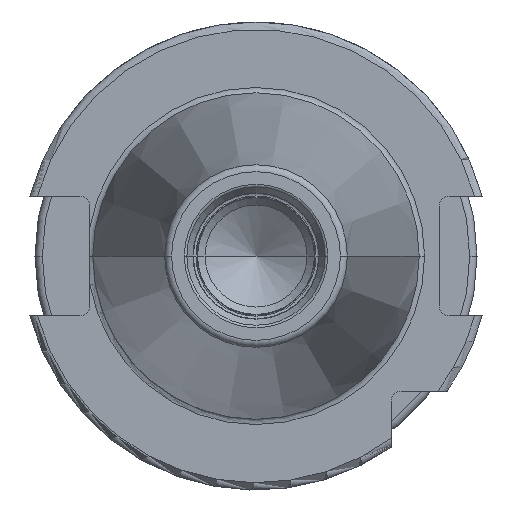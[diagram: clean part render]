
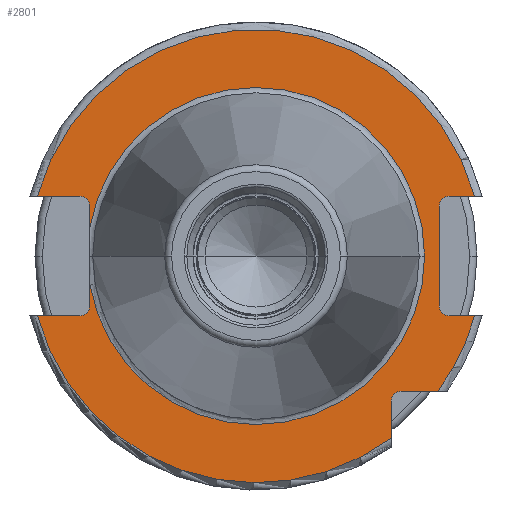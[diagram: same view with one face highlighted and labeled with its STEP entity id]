
A CAD part, left-side view. The second image highlights one B-rep face of the part: STEP entity #2801.
In plain terms, the highlighted planar face has unit normal (-1, 0, 0).
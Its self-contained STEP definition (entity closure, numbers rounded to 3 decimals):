
#105=CARTESIAN_POINT('',(3.2,22.55,-3.842));
#117=CARTESIAN_POINT('',(3.2,0.,0.));
#118=DIRECTION('',(-1.,0.,0.));
#119=DIRECTION('',(0.,0.986,-0.168));
#120=AXIS2_PLACEMENT_3D('',#117,#118,#119);
#142=CARTESIAN_POINT('',(3.2,23.9,-6.75));
#143=DIRECTION('',(1.,0.,0.));
#144=DIRECTION('',(0.,-1.,0.));
#145=AXIS2_PLACEMENT_3D('',#142,#143,#144);
#199=CARTESIAN_POINT('',(3.2,23.9,6.75));
#200=DIRECTION('',(1.,0.,0.));
#201=DIRECTION('',(0.,0.,1.));
#202=AXIS2_PLACEMENT_3D('',#199,#200,#201);
#244=CARTESIAN_POINT('',(3.2,-26.2,6.75));
#245=DIRECTION('',(1.,0.,0.));
#246=DIRECTION('',(0.,1.,0.));
#247=AXIS2_PLACEMENT_3D('',#244,#245,#246);
#610=CARTESIAN_POINT('',(3.2,-26.2,-6.75));
#611=DIRECTION('',(1.,0.,0.));
#612=DIRECTION('',(0.,0.,-1.));
#613=AXIS2_PLACEMENT_3D('',#610,#611,#612);
#677=DIRECTION('',(0.,0.,-1.));
#678=VECTOR('',#677,2.908);
#679=CARTESIAN_POINT('',(3.2,22.55,6.75));
#680=LINE('',#679,#678);
#681=DIRECTION('',(0.,-1.,0.));
#682=VECTOR('',#681,5.777);
#683=CARTESIAN_POINT('',(3.2,29.677,8.1));
#684=LINE('',#683,#682);
#685=CARTESIAN_POINT('',(3.2,0.,0.));
#686=DIRECTION('',(1.,0.,0.));
#687=DIRECTION('',(0.,0.965,0.263));
#688=AXIS2_PLACEMENT_3D('',#685,#686,#687);
#690=DIRECTION('',(0.,1.,0.));
#691=VECTOR('',#690,3.477);
#692=CARTESIAN_POINT('',(3.2,-29.677,8.1));
#693=LINE('',#692,#691);
#694=DIRECTION('',(0.,0.,1.));
#695=VECTOR('',#694,13.5);
#696=CARTESIAN_POINT('',(3.2,-24.85,-6.75));
#697=LINE('',#696,#695);
#698=DIRECTION('',(0.,1.,0.));
#699=VECTOR('',#698,3.477);
#700=CARTESIAN_POINT('',(3.2,-29.677,-8.1));
#701=LINE('',#700,#699);
#702=CARTESIAN_POINT('',(3.2,0.,0.));
#703=DIRECTION('',(-1.,0.,0.));
#704=DIRECTION('',(0.,-0.803,-0.597));
#705=AXIS2_PLACEMENT_3D('',#702,#703,#704);
#707=DIRECTION('',(0.,-1.,0.));
#708=VECTOR('',#707,4.99);
#709=CARTESIAN_POINT('',(3.2,-19.7,-18.35));
#710=LINE('',#709,#708);
#711=DIRECTION('',(0.,0.,1.));
#712=VECTOR('',#711,4.99);
#713=CARTESIAN_POINT('',(3.2,-18.35,-24.69));
#714=LINE('',#713,#712);
#715=CARTESIAN_POINT('',(3.2,0.,0.));
#716=DIRECTION('',(-1.,0.,0.));
#717=DIRECTION('',(0.,0.965,-0.263));
#718=AXIS2_PLACEMENT_3D('',#715,#716,#717);
#720=DIRECTION('',(0.,-1.,0.));
#721=VECTOR('',#720,5.777);
#722=CARTESIAN_POINT('',(3.2,29.677,-8.1));
#723=LINE('',#722,#721);
#724=DIRECTION('',(0.,0.,-1.));
#725=VECTOR('',#724,2.908);
#726=CARTESIAN_POINT('',(3.2,22.55,-3.842));
#727=LINE('',#726,#725);
#737=CARTESIAN_POINT('',(3.2,29.677,8.1));
#744=CARTESIAN_POINT('',(3.2,-29.677,8.1));
#1164=CARTESIAN_POINT('',(3.2,29.677,-8.1));
#1200=CARTESIAN_POINT('',(3.2,-29.677,-8.1));
#1227=CARTESIAN_POINT('',(3.2,-19.7,-19.7));
#1228=DIRECTION('',(1.,0.,0.));
#1229=DIRECTION('',(0.,1.,0.));
#1230=AXIS2_PLACEMENT_3D('',#1227,#1228,#1229);
#1298=CARTESIAN_POINT('',(3.2,22.55,3.842));
#1309=CARTESIAN_POINT('',(3.2,0.,0.));
#1310=DIRECTION('',(1.,0.,0.));
#1311=DIRECTION('',(0.,0.986,0.168));
#1312=AXIS2_PLACEMENT_3D('',#1309,#1310,#1311);
#1532=CARTESIAN_POINT('',(3.2,-22.875,0.));
#1534=VERTEX_POINT('',#1532);
#1674=VERTEX_POINT('',#1298);
#1676=VERTEX_POINT('',#105);
#1679=VERTEX_POINT('',#737);
#1680=VERTEX_POINT('',#744);
#1683=VERTEX_POINT('',#1164);
#1684=VERTEX_POINT('',#1200);
#1699=CARTESIAN_POINT('',(3.2,-18.35,-24.69));
#1700=VERTEX_POINT('',#1699);
#1702=CARTESIAN_POINT('',(3.2,23.9,-8.1));
#1704=VERTEX_POINT('',#1702);
#1706=CARTESIAN_POINT('',(3.2,23.9,8.1));
#1708=VERTEX_POINT('',#1706);
#1710=CARTESIAN_POINT('',(3.2,-24.85,-6.75));
#1712=VERTEX_POINT('',#1710);
#1714=CARTESIAN_POINT('',(3.2,-26.2,-8.1));
#1716=VERTEX_POINT('',#1714);
#1718=CARTESIAN_POINT('',(3.2,-26.2,8.1));
#1720=VERTEX_POINT('',#1718);
#1722=CARTESIAN_POINT('',(3.2,-24.85,6.75));
#1724=VERTEX_POINT('',#1722);
#1731=CARTESIAN_POINT('',(3.2,22.55,6.75));
#1732=VERTEX_POINT('',#1731);
#1733=CARTESIAN_POINT('',(3.2,22.55,-6.75));
#1734=VERTEX_POINT('',#1733);
#1735=CARTESIAN_POINT('',(3.2,-19.7,-18.35));
#1736=CARTESIAN_POINT('',(3.2,-24.69,-18.35));
#1737=VERTEX_POINT('',#1735);
#1738=VERTEX_POINT('',#1736);
#1739=CARTESIAN_POINT('',(3.2,-18.35,-19.7));
#1740=VERTEX_POINT('',#1739);
#2768=CARTESIAN_POINT('',(3.2,0.,0.));
#2769=DIRECTION('',(1.,0.,0.));
#2770=DIRECTION('',(0.,-1.,0.));
#2771=AXIS2_PLACEMENT_3D('',#2768,#2769,#2770);
#2772=PLANE('',#2771);
#2773=ORIENTED_EDGE('',*,*,#2016,.F.);
#2774=ORIENTED_EDGE('',*,*,#2102,.F.);
#2775=ORIENTED_EDGE('',*,*,#2137,.F.);
#2777=ORIENTED_EDGE('',*,*,#2776,.T.);
#2778=ORIENTED_EDGE('',*,*,#2163,.T.);
#2779=ORIENTED_EDGE('',*,*,#2199,.F.);
#2780=ORIENTED_EDGE('',*,*,#2215,.F.);
#2781=ORIENTED_EDGE('',*,*,#2667,.F.);
#2782=ORIENTED_EDGE('',*,*,#2701,.F.);
#2784=ORIENTED_EDGE('',*,*,#2783,.F.);
#2786=ORIENTED_EDGE('',*,*,#2785,.F.);
#2788=ORIENTED_EDGE('',*,*,#2787,.F.);
#2790=ORIENTED_EDGE('',*,*,#2789,.F.);
#2792=ORIENTED_EDGE('',*,*,#2791,.F.);
#2793=ORIENTED_EDGE('',*,*,#2741,.T.);
#2794=ORIENTED_EDGE('',*,*,#2034,.F.);
#2795=ORIENTED_EDGE('',*,*,#2021,.F.);
#2796=ORIENTED_EDGE('',*,*,#1984,.T.);
#2798=ORIENTED_EDGE('',*,*,#2797,.F.);
#2799=EDGE_LOOP('',(#2773,#2774,#2775,#2777,#2778,#2779,#2780,#2781,#2782,#2784,
#2786,#2788,#2790,#2792,#2793,#2794,#2795,#2796,#2798));
#2800=FACE_OUTER_BOUND('',#2799,.F.);
#2801=ADVANCED_FACE('',(#2800),#2772,.F.);
#121=CIRCLE('',#120,22.875);
#146=CIRCLE('',#145,1.35);
#203=CIRCLE('',#202,1.35);
#248=CIRCLE('',#247,1.35);
#614=CIRCLE('',#613,1.35);
#689=CIRCLE('',#688,30.763);
#706=CIRCLE('',#705,30.763);
#719=CIRCLE('',#718,30.763);
#1231=CIRCLE('',#1230,1.35);
#1313=CIRCLE('',#1312,22.875);
#1984=EDGE_CURVE('',#1676,#1534,#121,.T.);
#2016=EDGE_CURVE('',#1732,#1674,#680,.T.);
#2021=EDGE_CURVE('',#1676,#1734,#727,.T.);
#2034=EDGE_CURVE('',#1734,#1704,#146,.T.);
#2102=EDGE_CURVE('',#1708,#1732,#203,.T.);
#2137=EDGE_CURVE('',#1679,#1708,#684,.T.);
#2163=EDGE_CURVE('',#1680,#1720,#693,.T.);
#2199=EDGE_CURVE('',#1724,#1720,#248,.T.);
#2215=EDGE_CURVE('',#1712,#1724,#697,.T.);
#2667=EDGE_CURVE('',#1716,#1712,#614,.T.);
#2701=EDGE_CURVE('',#1684,#1716,#701,.T.);
#2741=EDGE_CURVE('',#1683,#1704,#723,.T.);
#2776=EDGE_CURVE('',#1679,#1680,#689,.T.);
#2783=EDGE_CURVE('',#1738,#1684,#706,.T.);
#2785=EDGE_CURVE('',#1737,#1738,#710,.T.);
#2787=EDGE_CURVE('',#1740,#1737,#1231,.T.);
#2789=EDGE_CURVE('',#1700,#1740,#714,.T.);
#2791=EDGE_CURVE('',#1683,#1700,#719,.T.);
#2797=EDGE_CURVE('',#1674,#1534,#1313,.T.);
